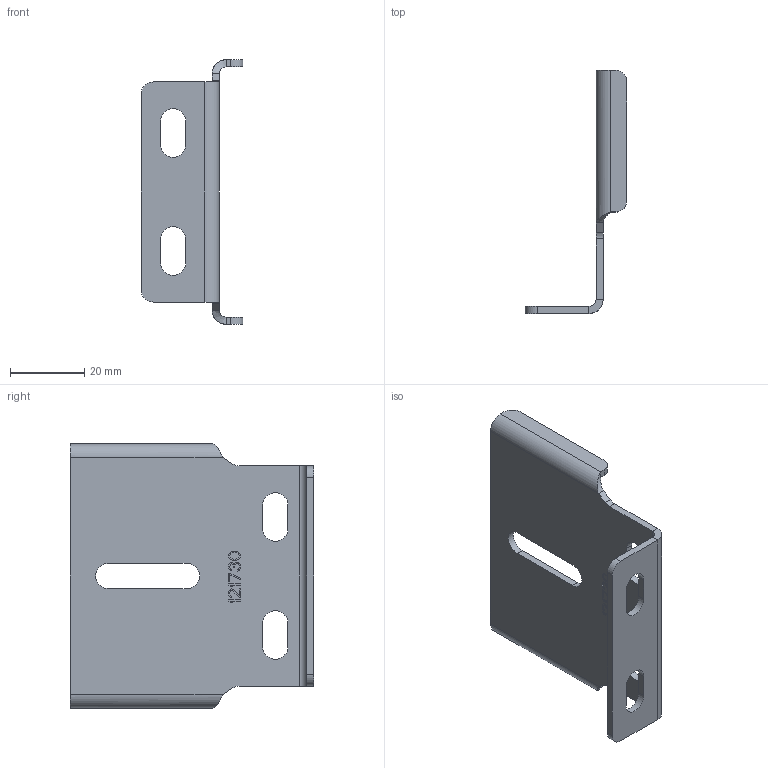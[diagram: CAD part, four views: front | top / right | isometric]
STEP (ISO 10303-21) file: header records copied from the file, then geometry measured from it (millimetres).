
FILE_DESCRIPTION((''),'2;1');
FILE_NAME('156631_SW','2011-04-06T',('banengservice'),('BANNER ENGINEERING'),'PRO/ENGINEER BY PARAMETRIC TECHNOLOGY CORPORATION, 2009141','PRO/ENGINEER BY PARAMETRIC TECHNOLOGY CORPORATION, 2009141','');
FILE_SCHEMA(('CONFIG_CONTROL_DESIGN'));
Length unit declared in the file: inch
Products named in the file (1): 156631_SW
Bounding box: 27.3 x 65.41 x 71.12 mm (x, y, z)
Volume: 10089.9 mm3; surface area: 11581.9 mm2
Topology: 1 solids, 1 shells, 219 faces, 606 edges, 396 vertices
Faces by surface type: plane 193, cylinder 24, bspline 2
Entity records: 7000 total; most frequent: CARTESIAN_POINT 1323, ORIENTED_EDGE 1212, DIRECTION 1080, EDGE_CURVE 606, VECTOR 558, LINE 558, VERTEX_POINT 396, AXIS2_PLACEMENT_3D 261
